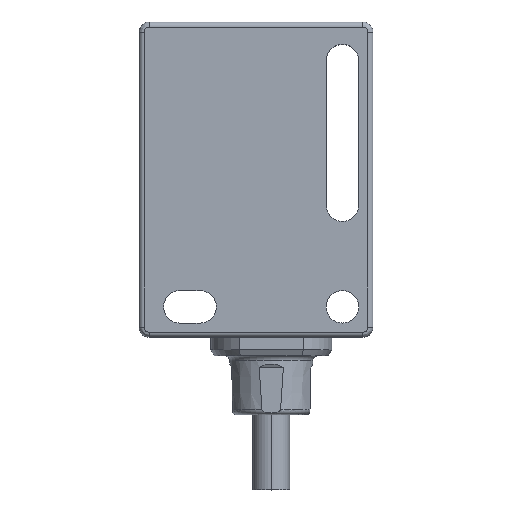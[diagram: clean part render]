
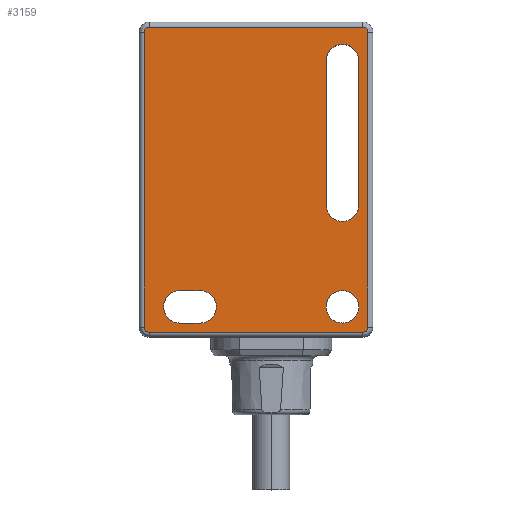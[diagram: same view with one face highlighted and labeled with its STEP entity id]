
A CAD part, top view. The second image highlights one B-rep face of the part: STEP entity #3159.
In plain terms, the highlighted planar face has unit normal (0, 0, 1).
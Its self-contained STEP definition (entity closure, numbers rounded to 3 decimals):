
#570=DIRECTION('',(1.,0.,0.));
#571=VECTOR('',#570,21.);
#572=CARTESIAN_POINT('',(1.,-30.5,5.5));
#573=LINE('',#572,#571);
#584=CARTESIAN_POINT('',(1.,-30.,5.5));
#585=DIRECTION('',(0.,0.,1.));
#586=DIRECTION('',(-1.,0.,0.));
#587=AXIS2_PLACEMENT_3D('',#584,#585,#586);
#608=CARTESIAN_POINT('',(20.,-28.,5.5));
#609=DIRECTION('',(0.,0.,1.));
#610=DIRECTION('',(1.,0.,0.));
#611=AXIS2_PLACEMENT_3D('',#608,#609,#610);
#616=CARTESIAN_POINT('',(20.,-28.,5.5));
#617=DIRECTION('',(0.,0.,1.));
#618=DIRECTION('',(-1.,0.,0.));
#619=AXIS2_PLACEMENT_3D('',#616,#617,#618);
#624=CARTESIAN_POINT('',(20.,-3.8,5.5));
#625=DIRECTION('',(0.,0.,1.));
#626=DIRECTION('',(1.,0.,0.));
#627=AXIS2_PLACEMENT_3D('',#624,#625,#626);
#632=DIRECTION('',(0.,-1.,0.));
#633=VECTOR('',#632,14.2);
#634=CARTESIAN_POINT('',(18.4,-3.8,5.5));
#635=LINE('',#634,#633);
#639=CARTESIAN_POINT('',(20.,-18.,5.5));
#640=DIRECTION('',(0.,0.,1.));
#641=DIRECTION('',(-1.,0.,0.));
#642=AXIS2_PLACEMENT_3D('',#639,#640,#641);
#647=DIRECTION('',(0.,1.,0.));
#648=VECTOR('',#647,14.2);
#649=CARTESIAN_POINT('',(21.6,-18.,5.5));
#650=LINE('',#649,#648);
#654=CARTESIAN_POINT('',(4.,-28.,5.5));
#655=DIRECTION('',(0.,0.,1.));
#656=DIRECTION('',(0.,1.,0.));
#657=AXIS2_PLACEMENT_3D('',#654,#655,#656);
#662=DIRECTION('',(1.,0.,0.));
#663=VECTOR('',#662,2.);
#664=CARTESIAN_POINT('',(4.,-29.6,5.5));
#665=LINE('',#664,#663);
#669=CARTESIAN_POINT('',(6.,-28.,5.5));
#670=DIRECTION('',(0.,0.,1.));
#671=DIRECTION('',(0.,-1.,0.));
#672=AXIS2_PLACEMENT_3D('',#669,#670,#671);
#677=DIRECTION('',(-1.,0.,0.));
#678=VECTOR('',#677,2.);
#679=CARTESIAN_POINT('',(6.,-26.4,5.5));
#680=LINE('',#679,#678);
#684=CARTESIAN_POINT('',(1.,-1.,5.5));
#685=DIRECTION('',(0.,0.,1.));
#686=DIRECTION('',(0.,1.,0.));
#687=AXIS2_PLACEMENT_3D('',#684,#685,#686);
#708=DIRECTION('',(0.,-1.,0.));
#709=VECTOR('',#708,29.);
#710=CARTESIAN_POINT('',(0.5,-1.,5.5));
#711=LINE('',#710,#709);
#1142=DIRECTION('',(-1.,0.,0.));
#1143=VECTOR('',#1142,21.);
#1144=CARTESIAN_POINT('',(22.,-0.5,5.5));
#1145=LINE('',#1144,#1143);
#1164=CARTESIAN_POINT('',(22.,-1.,5.5));
#1165=DIRECTION('',(0.,0.,1.));
#1166=DIRECTION('',(1.,0.,0.));
#1167=AXIS2_PLACEMENT_3D('',#1164,#1165,#1166);
#1188=DIRECTION('',(0.,1.,0.));
#1189=VECTOR('',#1188,29.);
#1190=CARTESIAN_POINT('',(22.5,-30.,5.5));
#1191=LINE('',#1190,#1189);
#1210=CARTESIAN_POINT('',(22.,-30.,5.5));
#1211=DIRECTION('',(0.,0.,1.));
#1212=DIRECTION('',(0.,-1.,0.));
#1213=AXIS2_PLACEMENT_3D('',#1210,#1211,#1212);
#2276=CARTESIAN_POINT('',(21.6,-28.,5.5));
#2277=CARTESIAN_POINT('',(18.4,-28.,5.5));
#2278=VERTEX_POINT('',#2276);
#2279=VERTEX_POINT('',#2277);
#2280=CARTESIAN_POINT('',(21.6,-3.8,5.5));
#2281=CARTESIAN_POINT('',(18.4,-3.8,5.5));
#2282=VERTEX_POINT('',#2280);
#2283=VERTEX_POINT('',#2281);
#2284=CARTESIAN_POINT('',(18.4,-18.,5.5));
#2285=VERTEX_POINT('',#2284);
#2286=CARTESIAN_POINT('',(21.6,-18.,5.5));
#2287=VERTEX_POINT('',#2286);
#2312=CARTESIAN_POINT('',(4.,-26.4,5.5));
#2313=CARTESIAN_POINT('',(4.,-29.6,5.5));
#2314=VERTEX_POINT('',#2312);
#2315=VERTEX_POINT('',#2313);
#2316=CARTESIAN_POINT('',(6.,-29.6,5.5));
#2317=VERTEX_POINT('',#2316);
#2318=CARTESIAN_POINT('',(6.,-26.4,5.5));
#2319=VERTEX_POINT('',#2318);
#2368=CARTESIAN_POINT('',(1.,-0.5,5.5));
#2369=CARTESIAN_POINT('',(0.5,-1.,5.5));
#2370=VERTEX_POINT('',#2368);
#2371=VERTEX_POINT('',#2369);
#2376=CARTESIAN_POINT('',(0.5,-30.,5.5));
#2377=VERTEX_POINT('',#2376);
#2380=CARTESIAN_POINT('',(1.,-30.5,5.5));
#2381=VERTEX_POINT('',#2380);
#2384=CARTESIAN_POINT('',(22.,-30.5,5.5));
#2385=VERTEX_POINT('',#2384);
#2386=CARTESIAN_POINT('',(22.5,-30.,5.5));
#2387=VERTEX_POINT('',#2386);
#2392=CARTESIAN_POINT('',(22.5,-1.,5.5));
#2393=VERTEX_POINT('',#2392);
#2396=CARTESIAN_POINT('',(22.,-0.5,5.5));
#2397=VERTEX_POINT('',#2396);
#3112=CARTESIAN_POINT('',(0.,0.,5.5));
#3113=DIRECTION('',(0.,0.,1.));
#3114=DIRECTION('',(1.,0.,0.));
#3115=AXIS2_PLACEMENT_3D('',#3112,#3113,#3114);
#3116=PLANE('',#3115);
#3118=ORIENTED_EDGE('',*,*,#3117,.F.);
#3120=ORIENTED_EDGE('',*,*,#3119,.F.);
#3122=ORIENTED_EDGE('',*,*,#3121,.F.);
#3124=ORIENTED_EDGE('',*,*,#3123,.F.);
#3126=ORIENTED_EDGE('',*,*,#3125,.F.);
#3127=ORIENTED_EDGE('',*,*,#3078,.F.);
#3128=ORIENTED_EDGE('',*,*,#3103,.F.);
#3130=ORIENTED_EDGE('',*,*,#3129,.F.);
#3131=EDGE_LOOP('',(#3118,#3120,#3122,#3124,#3126,#3127,#3128,#3130));
#3132=FACE_OUTER_BOUND('',#3131,.F.);
#3134=ORIENTED_EDGE('',*,*,#3133,.T.);
#3136=ORIENTED_EDGE('',*,*,#3135,.T.);
#3137=EDGE_LOOP('',(#3134,#3136));
#3138=FACE_BOUND('',#3137,.F.);
#3140=ORIENTED_EDGE('',*,*,#3139,.T.);
#3142=ORIENTED_EDGE('',*,*,#3141,.T.);
#3144=ORIENTED_EDGE('',*,*,#3143,.T.);
#3146=ORIENTED_EDGE('',*,*,#3145,.T.);
#3147=EDGE_LOOP('',(#3140,#3142,#3144,#3146));
#3148=FACE_BOUND('',#3147,.F.);
#3150=ORIENTED_EDGE('',*,*,#3149,.T.);
#3152=ORIENTED_EDGE('',*,*,#3151,.T.);
#3154=ORIENTED_EDGE('',*,*,#3153,.T.);
#3156=ORIENTED_EDGE('',*,*,#3155,.T.);
#3157=EDGE_LOOP('',(#3150,#3152,#3154,#3156));
#3158=FACE_BOUND('',#3157,.F.);
#3159=ADVANCED_FACE('',(#3132,#3138,#3148,#3158),#3116,.T.);
#588=CIRCLE('',#587,0.5);
#612=CIRCLE('',#611,1.6);
#620=CIRCLE('',#619,1.6);
#628=CIRCLE('',#627,1.6);
#643=CIRCLE('',#642,1.6);
#658=CIRCLE('',#657,1.6);
#673=CIRCLE('',#672,1.6);
#688=CIRCLE('',#687,0.5);
#1168=CIRCLE('',#1167,0.5);
#1214=CIRCLE('',#1213,0.5);
#3078=EDGE_CURVE('',#2381,#2385,#573,.T.);
#3103=EDGE_CURVE('',#2377,#2381,#588,.T.);
#3117=EDGE_CURVE('',#2370,#2371,#688,.T.);
#3119=EDGE_CURVE('',#2397,#2370,#1145,.T.);
#3121=EDGE_CURVE('',#2393,#2397,#1168,.T.);
#3123=EDGE_CURVE('',#2387,#2393,#1191,.T.);
#3125=EDGE_CURVE('',#2385,#2387,#1214,.T.);
#3129=EDGE_CURVE('',#2371,#2377,#711,.T.);
#3133=EDGE_CURVE('',#2278,#2279,#612,.T.);
#3135=EDGE_CURVE('',#2279,#2278,#620,.T.);
#3139=EDGE_CURVE('',#2282,#2283,#628,.T.);
#3141=EDGE_CURVE('',#2283,#2285,#635,.T.);
#3143=EDGE_CURVE('',#2285,#2287,#643,.T.);
#3145=EDGE_CURVE('',#2287,#2282,#650,.T.);
#3149=EDGE_CURVE('',#2314,#2315,#658,.T.);
#3151=EDGE_CURVE('',#2315,#2317,#665,.T.);
#3153=EDGE_CURVE('',#2317,#2319,#673,.T.);
#3155=EDGE_CURVE('',#2319,#2314,#680,.T.);
